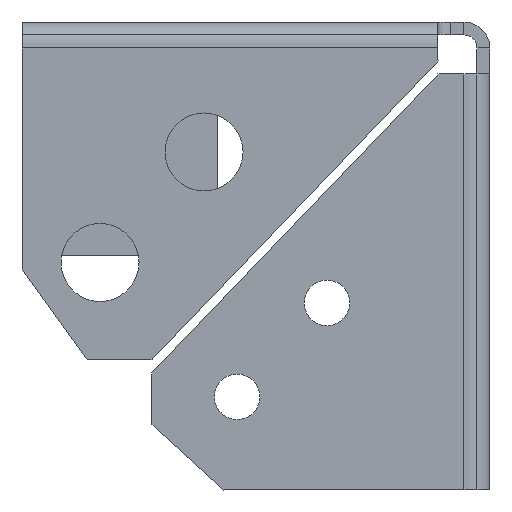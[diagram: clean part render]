
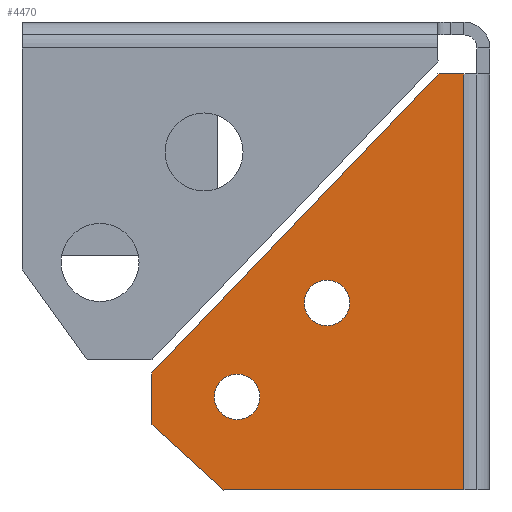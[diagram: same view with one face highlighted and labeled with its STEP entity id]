
A CAD part, front view. The second image highlights one B-rep face of the part: STEP entity #4470.
In plain terms, the highlighted planar face has unit normal (0, -1, 0).
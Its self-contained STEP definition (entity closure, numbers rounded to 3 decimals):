
#32=FACE_BOUND('',#579,.T.);
#33=FACE_BOUND('',#580,.T.);
#123=PLANE('',#4827);
#322=FACE_OUTER_BOUND('',#578,.T.);
#578=EDGE_LOOP('',(#3471,#3472,#3473,#3474,#3475,#3476));
#579=EDGE_LOOP('',(#3477));
#580=EDGE_LOOP('',(#3478));
#848=CIRCLE('',#4809,1.75);
#850=CIRCLE('',#4812,1.75);
#1281=LINE('',#9871,#1582);
#1285=LINE('',#9879,#1586);
#1288=LINE('',#9885,#1589);
#1291=LINE('',#9892,#1592);
#1294=LINE('',#9899,#1595);
#1299=LINE('',#9912,#1600);
#1582=VECTOR('',#5581,10.);
#1586=VECTOR('',#5587,10.);
#1589=VECTOR('',#5592,10.);
#1592=VECTOR('',#5597,10.);
#1595=VECTOR('',#5606,1.44);
#1600=VECTOR('',#5623,10.);
#2041=VERTEX_POINT('',#9859);
#2043=VERTEX_POINT('',#9865);
#2044=VERTEX_POINT('',#9869);
#2045=VERTEX_POINT('',#9870);
#2048=VERTEX_POINT('',#9878);
#2050=VERTEX_POINT('',#9884);
#2052=VERTEX_POINT('',#9890);
#2053=VERTEX_POINT('',#9891);
#2565=EDGE_CURVE('',#2041,#2041,#848,.T.);
#2568=EDGE_CURVE('',#2043,#2043,#850,.T.);
#2569=EDGE_CURVE('',#2044,#2045,#1281,.T.);
#2573=EDGE_CURVE('',#2045,#2048,#1285,.T.);
#2576=EDGE_CURVE('',#2050,#2044,#1288,.T.);
#2579=EDGE_CURVE('',#2052,#2053,#1291,.T.);
#2584=EDGE_CURVE('',#2053,#2050,#1294,.T.);
#2591=EDGE_CURVE('',#2048,#2052,#1299,.T.);
#3471=ORIENTED_EDGE('',*,*,#2579,.T.);
#3472=ORIENTED_EDGE('',*,*,#2584,.T.);
#3473=ORIENTED_EDGE('',*,*,#2576,.T.);
#3474=ORIENTED_EDGE('',*,*,#2569,.T.);
#3475=ORIENTED_EDGE('',*,*,#2573,.T.);
#3476=ORIENTED_EDGE('',*,*,#2591,.T.);
#3477=ORIENTED_EDGE('',*,*,#2565,.T.);
#3478=ORIENTED_EDGE('',*,*,#2568,.T.);
#4470=ADVANCED_FACE('',(#322,#32,#33),#123,.T.);
#4809=AXIS2_PLACEMENT_3D('',#9861,#5570,#5571);
#4812=AXIS2_PLACEMENT_3D('',#9867,#5577,#5578);
#4827=AXIS2_PLACEMENT_3D('',#9915,#5627,#5628);
#5570=DIRECTION('center_axis',(0.,1.,0.));
#5571=DIRECTION('ref_axis',(1.,0.,0.));
#5577=DIRECTION('center_axis',(0.,1.,0.));
#5578=DIRECTION('ref_axis',(1.,0.,0.));
#5581=DIRECTION('',(0.,0.,-1.));
#5587=DIRECTION('',(0.74,0.,-0.673));
#5592=DIRECTION('',(-0.691,0.,-0.723));
#5597=DIRECTION('',(0.,0.,1.));
#5606=DIRECTION('',(-1.,0.,0.));
#5623=DIRECTION('',(1.,0.,0.));
#5627=DIRECTION('center_axis',(0.,-1.,0.));
#5628=DIRECTION('ref_axis',(0.,0.,-1.));
#9859=CARTESIAN_POINT('',(-3.207,-226.,-27.84));
#9861=CARTESIAN_POINT('Origin',(-1.457,-226.,-27.84));
#9865=CARTESIAN_POINT('',(3.708,-226.,-20.611));
#9867=CARTESIAN_POINT('Origin',(5.458,-226.,-20.611));
#9869=CARTESIAN_POINT('',(-8.,-226.,-26.));
#9870=CARTESIAN_POINT('',(-8.,-226.,-30.));
#9871=CARTESIAN_POINT('',(-8.,-226.,-26.));
#9878=CARTESIAN_POINT('',(-2.5,-226.,-35.));
#9879=CARTESIAN_POINT('',(-8.,-226.,-30.));
#9884=CARTESIAN_POINT('',(14.,-226.,-3.));
#9885=CARTESIAN_POINT('',(14.,-226.,-3.));
#9890=CARTESIAN_POINT('',(16.,-226.,-35.));
#9891=CARTESIAN_POINT('',(16.,-226.,-3.));
#9892=CARTESIAN_POINT('',(16.,-226.,-19.));
#9899=CARTESIAN_POINT('',(20.524,-226.,-3.));
#9912=CARTESIAN_POINT('',(16.,-226.,-35.));
#9915=CARTESIAN_POINT('Origin',(16.131,-226.,-19.));
